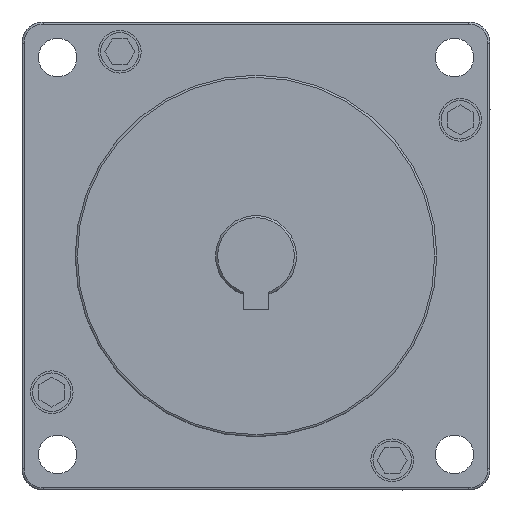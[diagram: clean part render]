
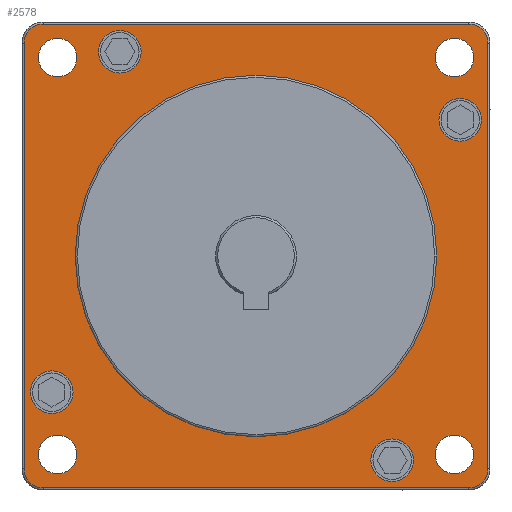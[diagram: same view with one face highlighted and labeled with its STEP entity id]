
A CAD part, left-side view. The second image highlights one B-rep face of the part: STEP entity #2578.
In plain terms, the highlighted planar face has unit normal (-1, 0, 0).
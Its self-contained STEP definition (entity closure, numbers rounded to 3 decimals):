
#1=CARTESIAN_POINT('',(0.,-46.65,-46.65));
#2=DIRECTION('',(-1.,0.,0.));
#3=DIRECTION('',(0.,-1.,0.));
#4=AXIS2_PLACEMENT_3D('',#1,#2,#3);
#6=CARTESIAN_POINT('',(0.,-46.65,-46.65));
#7=DIRECTION('',(-1.,0.,0.));
#8=DIRECTION('',(0.,1.,0.));
#9=AXIS2_PLACEMENT_3D('',#6,#7,#8);
#11=CARTESIAN_POINT('',(0.,46.65,-46.65));
#12=DIRECTION('',(-1.,0.,0.));
#13=DIRECTION('',(0.,-1.,0.));
#14=AXIS2_PLACEMENT_3D('',#11,#12,#13);
#16=CARTESIAN_POINT('',(0.,46.65,-46.65));
#17=DIRECTION('',(-1.,0.,0.));
#18=DIRECTION('',(0.,1.,0.));
#19=AXIS2_PLACEMENT_3D('',#16,#17,#18);
#21=CARTESIAN_POINT('',(0.,46.65,46.65));
#22=DIRECTION('',(-1.,0.,0.));
#23=DIRECTION('',(0.,-1.,0.));
#24=AXIS2_PLACEMENT_3D('',#21,#22,#23);
#26=CARTESIAN_POINT('',(0.,46.65,46.65));
#27=DIRECTION('',(-1.,0.,0.));
#28=DIRECTION('',(0.,1.,0.));
#29=AXIS2_PLACEMENT_3D('',#26,#27,#28);
#31=CARTESIAN_POINT('',(0.,-46.65,46.65));
#32=DIRECTION('',(-1.,0.,0.));
#33=DIRECTION('',(0.,-1.,0.));
#34=AXIS2_PLACEMENT_3D('',#31,#32,#33);
#36=CARTESIAN_POINT('',(0.,-46.65,46.65));
#37=DIRECTION('',(-1.,0.,0.));
#38=DIRECTION('',(0.,1.,0.));
#39=AXIS2_PLACEMENT_3D('',#36,#37,#38);
#41=CARTESIAN_POINT('',(0.,0.,0.));
#42=DIRECTION('',(-1.,0.,0.));
#43=DIRECTION('',(0.,1.,0.));
#44=AXIS2_PLACEMENT_3D('',#41,#42,#43);
#46=CARTESIAN_POINT('',(0.,0.,0.));
#47=DIRECTION('',(-1.,0.,0.));
#48=DIRECTION('',(0.,-1.,0.));
#49=AXIS2_PLACEMENT_3D('',#46,#47,#48);
#51=CARTESIAN_POINT('',(0.,-50.,-50.));
#52=DIRECTION('',(-1.,0.,0.));
#53=DIRECTION('',(0.,0.,-1.));
#54=AXIS2_PLACEMENT_3D('',#51,#52,#53);
#56=DIRECTION('',(0.,-1.,0.));
#57=VECTOR('',#56,100.);
#58=CARTESIAN_POINT('',(0.,50.,-54.5));
#59=LINE('',#58,#57);
#60=CARTESIAN_POINT('',(0.,50.,-50.));
#61=DIRECTION('',(-1.,0.,0.));
#62=DIRECTION('',(0.,1.,0.));
#63=AXIS2_PLACEMENT_3D('',#60,#61,#62);
#65=DIRECTION('',(0.,0.,-1.));
#66=VECTOR('',#65,100.);
#67=CARTESIAN_POINT('',(0.,54.5,50.));
#68=LINE('',#67,#66);
#69=CARTESIAN_POINT('',(0.,50.,50.));
#70=DIRECTION('',(-1.,0.,0.));
#71=DIRECTION('',(0.,0.,1.));
#72=AXIS2_PLACEMENT_3D('',#69,#70,#71);
#74=DIRECTION('',(0.,1.,0.));
#75=VECTOR('',#74,100.);
#76=CARTESIAN_POINT('',(0.,-50.,54.5));
#77=LINE('',#76,#75);
#78=CARTESIAN_POINT('',(0.,-50.,50.));
#79=DIRECTION('',(-1.,0.,0.));
#80=DIRECTION('',(0.,-1.,0.));
#81=AXIS2_PLACEMENT_3D('',#78,#79,#80);
#83=DIRECTION('',(0.,0.,1.));
#84=VECTOR('',#83,100.);
#85=CARTESIAN_POINT('',(0.,-54.5,-50.));
#86=LINE('',#85,#84);
#87=CARTESIAN_POINT('',(0.,-32.,-48.));
#88=DIRECTION('',(-1.,0.,0.));
#89=DIRECTION('',(0.,1.,0.));
#90=AXIS2_PLACEMENT_3D('',#87,#88,#89);
#92=CARTESIAN_POINT('',(0.,-32.,-48.));
#93=DIRECTION('',(-1.,0.,0.));
#94=DIRECTION('',(0.,-1.,0.));
#95=AXIS2_PLACEMENT_3D('',#92,#93,#94);
#131=CARTESIAN_POINT('',(0.,-48.,32.));
#132=DIRECTION('',(-1.,0.,0.));
#133=DIRECTION('',(0.,0.,-1.));
#134=AXIS2_PLACEMENT_3D('',#131,#132,#133);
#136=CARTESIAN_POINT('',(0.,-48.,32.));
#137=DIRECTION('',(-1.,0.,0.));
#138=DIRECTION('',(0.,0.,1.));
#139=AXIS2_PLACEMENT_3D('',#136,#137,#138);
#175=CARTESIAN_POINT('',(0.,32.,48.));
#176=DIRECTION('',(-1.,0.,0.));
#177=DIRECTION('',(0.,-1.,0.));
#178=AXIS2_PLACEMENT_3D('',#175,#176,#177);
#180=CARTESIAN_POINT('',(0.,32.,48.));
#181=DIRECTION('',(-1.,0.,0.));
#182=DIRECTION('',(0.,1.,0.));
#183=AXIS2_PLACEMENT_3D('',#180,#181,#182);
#219=CARTESIAN_POINT('',(0.,48.,-32.));
#220=DIRECTION('',(-1.,0.,0.));
#221=DIRECTION('',(0.,0.,1.));
#222=AXIS2_PLACEMENT_3D('',#219,#220,#221);
#224=CARTESIAN_POINT('',(0.,48.,-32.));
#225=DIRECTION('',(-1.,0.,0.));
#226=DIRECTION('',(0.,0.,-1.));
#227=AXIS2_PLACEMENT_3D('',#224,#225,#226);
#2033=CARTESIAN_POINT('',(0.,-51.15,-46.65));
#2034=CARTESIAN_POINT('',(0.,-42.15,-46.65));
#2035=VERTEX_POINT('',#2033);
#2036=VERTEX_POINT('',#2034);
#2037=CARTESIAN_POINT('',(0.,42.15,-46.65));
#2038=CARTESIAN_POINT('',(0.,51.15,-46.65));
#2039=VERTEX_POINT('',#2037);
#2040=VERTEX_POINT('',#2038);
#2041=CARTESIAN_POINT('',(0.,42.15,46.65));
#2042=CARTESIAN_POINT('',(0.,51.15,46.65));
#2043=VERTEX_POINT('',#2041);
#2044=VERTEX_POINT('',#2042);
#2045=CARTESIAN_POINT('',(0.,-51.15,46.65));
#2046=CARTESIAN_POINT('',(0.,-42.15,46.65));
#2047=VERTEX_POINT('',#2045);
#2048=VERTEX_POINT('',#2046);
#2273=CARTESIAN_POINT('',(0.,42.5,0.));
#2274=CARTESIAN_POINT('',(0.,-42.5,0.));
#2275=VERTEX_POINT('',#2273);
#2276=VERTEX_POINT('',#2274);
#2289=CARTESIAN_POINT('',(0.,-50.,-54.5));
#2290=CARTESIAN_POINT('',(0.,-54.5,-50.));
#2291=VERTEX_POINT('',#2289);
#2292=VERTEX_POINT('',#2290);
#2297=CARTESIAN_POINT('',(0.,-54.5,50.));
#2298=VERTEX_POINT('',#2297);
#2301=CARTESIAN_POINT('',(0.,-50.,54.5));
#2302=VERTEX_POINT('',#2301);
#2305=CARTESIAN_POINT('',(0.,50.,54.5));
#2306=VERTEX_POINT('',#2305);
#2309=CARTESIAN_POINT('',(0.,54.5,50.));
#2310=VERTEX_POINT('',#2309);
#2313=CARTESIAN_POINT('',(0.,54.5,-50.));
#2314=VERTEX_POINT('',#2313);
#2317=CARTESIAN_POINT('',(0.,50.,-54.5));
#2318=VERTEX_POINT('',#2317);
#2353=CARTESIAN_POINT('',(0.,-27.,-48.));
#2354=CARTESIAN_POINT('',(0.,-37.,-48.));
#2355=VERTEX_POINT('',#2353);
#2356=VERTEX_POINT('',#2354);
#2393=CARTESIAN_POINT('',(0.,-48.,27.));
#2394=CARTESIAN_POINT('',(0.,-48.,37.));
#2395=VERTEX_POINT('',#2393);
#2396=VERTEX_POINT('',#2394);
#2433=CARTESIAN_POINT('',(0.,27.,48.));
#2434=CARTESIAN_POINT('',(0.,37.,48.));
#2435=VERTEX_POINT('',#2433);
#2436=VERTEX_POINT('',#2434);
#2473=CARTESIAN_POINT('',(0.,48.,-27.));
#2474=CARTESIAN_POINT('',(0.,48.,-37.));
#2475=VERTEX_POINT('',#2473);
#2476=VERTEX_POINT('',#2474);
#2501=CARTESIAN_POINT('',(0.,0.,0.));
#2502=DIRECTION('',(1.,0.,0.));
#2503=DIRECTION('',(0.,-1.,0.));
#2504=AXIS2_PLACEMENT_3D('',#2501,#2502,#2503);
#2505=PLANE('',#2504);
#2507=ORIENTED_EDGE('',*,*,#2506,.F.);
#2509=ORIENTED_EDGE('',*,*,#2508,.F.);
#2511=ORIENTED_EDGE('',*,*,#2510,.F.);
#2513=ORIENTED_EDGE('',*,*,#2512,.F.);
#2515=ORIENTED_EDGE('',*,*,#2514,.F.);
#2517=ORIENTED_EDGE('',*,*,#2516,.F.);
#2519=ORIENTED_EDGE('',*,*,#2518,.F.);
#2521=ORIENTED_EDGE('',*,*,#2520,.F.);
#2522=EDGE_LOOP('',(#2507,#2509,#2511,#2513,#2515,#2517,#2519,#2521));
#2523=FACE_OUTER_BOUND('',#2522,.F.);
#2525=ORIENTED_EDGE('',*,*,#2524,.T.);
#2527=ORIENTED_EDGE('',*,*,#2526,.T.);
#2528=EDGE_LOOP('',(#2525,#2527));
#2529=FACE_BOUND('',#2528,.F.);
#2531=ORIENTED_EDGE('',*,*,#2530,.T.);
#2533=ORIENTED_EDGE('',*,*,#2532,.T.);
#2534=EDGE_LOOP('',(#2531,#2533));
#2535=FACE_BOUND('',#2534,.F.);
#2537=ORIENTED_EDGE('',*,*,#2536,.T.);
#2539=ORIENTED_EDGE('',*,*,#2538,.T.);
#2540=EDGE_LOOP('',(#2537,#2539));
#2541=FACE_BOUND('',#2540,.F.);
#2543=ORIENTED_EDGE('',*,*,#2542,.T.);
#2545=ORIENTED_EDGE('',*,*,#2544,.T.);
#2546=EDGE_LOOP('',(#2543,#2545));
#2547=FACE_BOUND('',#2546,.F.);
#2549=ORIENTED_EDGE('',*,*,#2548,.T.);
#2551=ORIENTED_EDGE('',*,*,#2550,.T.);
#2552=EDGE_LOOP('',(#2549,#2551));
#2553=FACE_BOUND('',#2552,.F.);
#2555=ORIENTED_EDGE('',*,*,#2554,.T.);
#2557=ORIENTED_EDGE('',*,*,#2556,.T.);
#2558=EDGE_LOOP('',(#2555,#2557));
#2559=FACE_BOUND('',#2558,.F.);
#2561=ORIENTED_EDGE('',*,*,#2560,.T.);
#2563=ORIENTED_EDGE('',*,*,#2562,.T.);
#2564=EDGE_LOOP('',(#2561,#2563));
#2565=FACE_BOUND('',#2564,.F.);
#2567=ORIENTED_EDGE('',*,*,#2566,.T.);
#2569=ORIENTED_EDGE('',*,*,#2568,.T.);
#2570=EDGE_LOOP('',(#2567,#2569));
#2571=FACE_BOUND('',#2570,.F.);
#2573=ORIENTED_EDGE('',*,*,#2572,.T.);
#2575=ORIENTED_EDGE('',*,*,#2574,.T.);
#2576=EDGE_LOOP('',(#2573,#2575));
#2577=FACE_BOUND('',#2576,.F.);
#5=CIRCLE('',#4,4.5);
#10=CIRCLE('',#9,4.5);
#15=CIRCLE('',#14,4.5);
#20=CIRCLE('',#19,4.5);
#25=CIRCLE('',#24,4.5);
#30=CIRCLE('',#29,4.5);
#35=CIRCLE('',#34,4.5);
#40=CIRCLE('',#39,4.5);
#45=CIRCLE('',#44,42.5);
#50=CIRCLE('',#49,42.5);
#55=CIRCLE('',#54,4.5);
#64=CIRCLE('',#63,4.5);
#73=CIRCLE('',#72,4.5);
#82=CIRCLE('',#81,4.5);
#91=CIRCLE('',#90,5.);
#96=CIRCLE('',#95,5.);
#135=CIRCLE('',#134,5.);
#140=CIRCLE('',#139,5.);
#179=CIRCLE('',#178,5.);
#184=CIRCLE('',#183,5.);
#223=CIRCLE('',#222,5.);
#228=CIRCLE('',#227,5.);
#2506=EDGE_CURVE('',#2291,#2292,#55,.T.);
#2508=EDGE_CURVE('',#2318,#2291,#59,.T.);
#2510=EDGE_CURVE('',#2314,#2318,#64,.T.);
#2512=EDGE_CURVE('',#2310,#2314,#68,.T.);
#2514=EDGE_CURVE('',#2306,#2310,#73,.T.);
#2516=EDGE_CURVE('',#2302,#2306,#77,.T.);
#2518=EDGE_CURVE('',#2298,#2302,#82,.T.);
#2520=EDGE_CURVE('',#2292,#2298,#86,.T.);
#2524=EDGE_CURVE('',#2035,#2036,#5,.T.);
#2526=EDGE_CURVE('',#2036,#2035,#10,.T.);
#2530=EDGE_CURVE('',#2039,#2040,#15,.T.);
#2532=EDGE_CURVE('',#2040,#2039,#20,.T.);
#2536=EDGE_CURVE('',#2043,#2044,#25,.T.);
#2538=EDGE_CURVE('',#2044,#2043,#30,.T.);
#2542=EDGE_CURVE('',#2047,#2048,#35,.T.);
#2544=EDGE_CURVE('',#2048,#2047,#40,.T.);
#2548=EDGE_CURVE('',#2275,#2276,#45,.T.);
#2550=EDGE_CURVE('',#2276,#2275,#50,.T.);
#2554=EDGE_CURVE('',#2355,#2356,#91,.T.);
#2556=EDGE_CURVE('',#2356,#2355,#96,.T.);
#2560=EDGE_CURVE('',#2395,#2396,#135,.T.);
#2562=EDGE_CURVE('',#2396,#2395,#140,.T.);
#2566=EDGE_CURVE('',#2435,#2436,#179,.T.);
#2568=EDGE_CURVE('',#2436,#2435,#184,.T.);
#2572=EDGE_CURVE('',#2475,#2476,#223,.T.);
#2574=EDGE_CURVE('',#2476,#2475,#228,.T.);
#2578=ADVANCED_FACE('',(#2523,#2529,#2535,#2541,#2547,#2553,#2559,#2565,#2571,
#2577),#2505,.F.);
